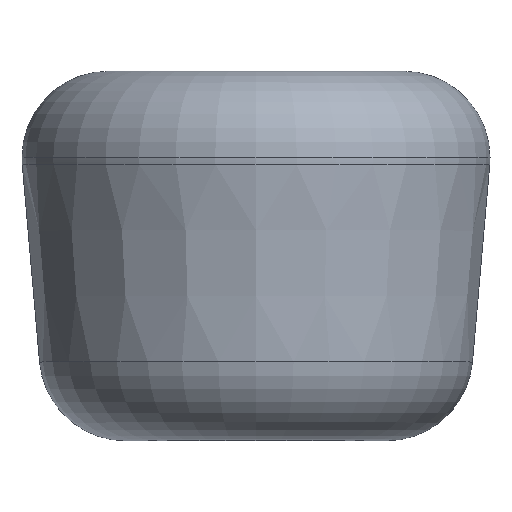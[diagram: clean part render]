
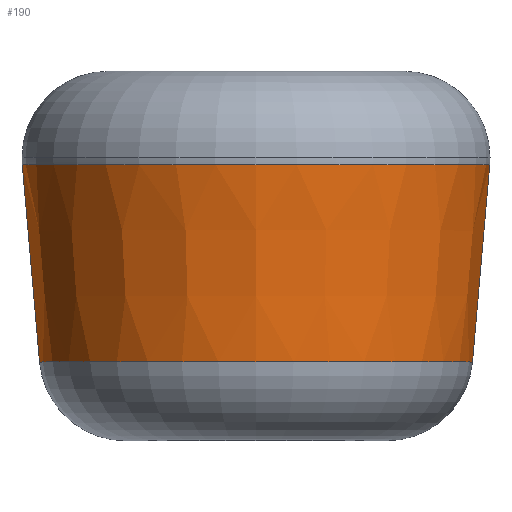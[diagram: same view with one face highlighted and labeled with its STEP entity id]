
A CAD part, top view. The second image highlights one B-rep face of the part: STEP entity #190.
In plain terms, the highlighted conical face has half-angle 5 degrees and reference radius 0.875 mm.
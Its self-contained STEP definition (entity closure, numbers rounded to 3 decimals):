
#107=CARTESIAN_POINT('POINT7',(43.934,
   15.975,0.));
#108=VERTEX_POINT('VERTEX7',#107);
#109=CARTESIAN_POINT('POINT8',(-43.934,
   15.975,0.));
#110=VERTEX_POINT('VERTEX8',#109);
#111=CARTESIAN_POINT('POS13',(0.,
   15.975,0.));
#112=DIRECTION('DIR23',(0.,-1.,0.));
#113=DIRECTION('DIR24',(1.,0.,0.));
#114=AXIS2_PLACEMENT_3D('AXIS11',#111,#112,#113);
#115=CIRCLE('ELLIPSE7',#114,43.934);
#116=EDGE_CURVE('EDGE9',#108,#110,#115,.T.);
#159=CARTESIAN_POINT('POINT9',(47.433,
   55.975,0.));
#160=VERTEX_POINT('VERTEX9',#159);
#161=CARTESIAN_POINT('POINT10',(-47.433,
   55.975,0.));
#162=VERTEX_POINT('VERTEX10',#161);
#163=CARTESIAN_POINT('POS19',(0.,55.975,
   0.));
#164=DIRECTION('DIR35',(0.,-1.,0.));
#165=DIRECTION('DIR36',(1.,0.,0.));
#166=AXIS2_PLACEMENT_3D('AXIS17',#163,#164,#165);
#167=CIRCLE('ELLIPSE11',#166,47.433);
#168=EDGE_CURVE('EDGE13',#160,#162,#167,.T.);
#169=ORIENTED_EDGE('COEDGE23',*,*,#168,.T.);
#170=CARTESIAN_POINT('POS20',(-43.934,
   15.975,0.));
#171=DIRECTION('DIR37',(-0.087,0.996,
   0.));
#172=VECTOR('VEC3',#171,10.);
#173=LINE('STRAIGHT3',#170,#172);
#174=EDGE_CURVE('EDGE14',#110,#162,#173,.T.);
#175=ORIENTED_EDGE('COEDGE24',*,*,#174,.F.);
#176=ORIENTED_EDGE('COEDGE25',*,*,#116,.F.);
#177=CARTESIAN_POINT('POS21',(43.934,
   15.975,0.));
#178=DIRECTION('DIR38',(0.087,0.996,
   0.));
#179=VECTOR('VEC4',#178,10.);
#180=LINE('STRAIGHT4',#177,#179);
#181=EDGE_CURVE('EDGE15',#108,#160,#180,.T.);
#182=ORIENTED_EDGE('COEDGE26',*,*,#181,.T.);
#183=EDGE_LOOP('NONE',(#169,#175,#176,#182));
#184=FACE_BOUND('LOOP1',#183,.T.);
#185=CARTESIAN_POINT('POS22',(0.,-476.192,
   0.));
#186=DIRECTION('DIR39',(0.,1.,0.));
#187=DIRECTION('DIR40',(-1.,0.,0.));
#188=AXIS2_PLACEMENT_3D('AXIS18',#185,#186,#187);
#189=CONICAL_SURFACE('CONE_SURF3',#188,0.875,
   0.087);
#190=ADVANCED_FACE('FACE7',(#184),#189,.T.);
